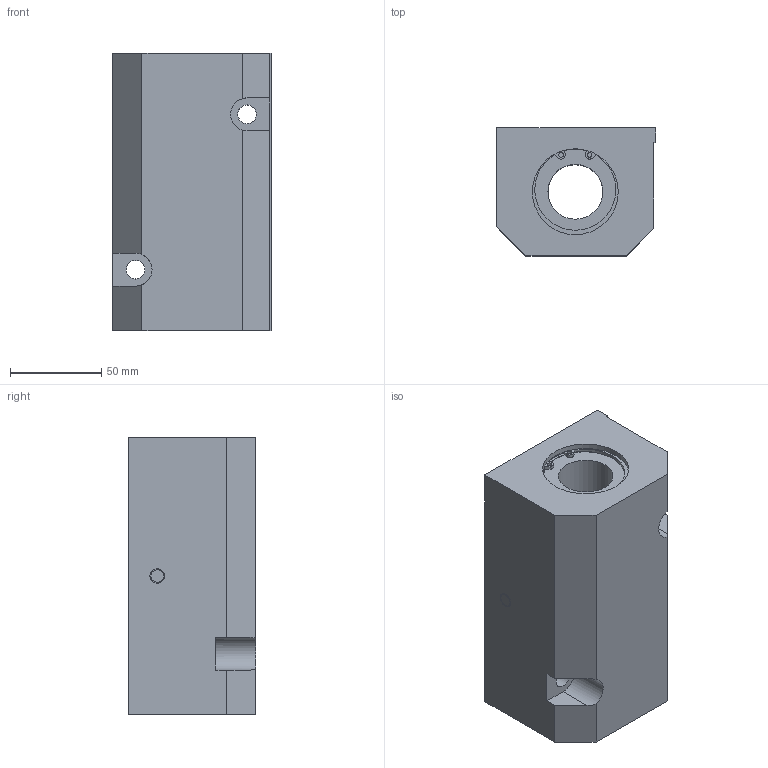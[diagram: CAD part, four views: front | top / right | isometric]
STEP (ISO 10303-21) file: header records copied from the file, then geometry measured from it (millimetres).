
FILE_DESCRIPTION(/* description */ ('Tandem Gehäuseeinheit geschlossen'),/* implementation_level */ '2;1');
FILE_NAME(/* name */ '121645-0.step',/* time_stamp */ '2021-08-11T10:42:51+02:00',/* author */ ('MuellerJ'),/* organization */ (''),/* preprocessor_version */ 'ST-DEVELOPER v18.1',/* originating_system */ 'Autodesk Inventor 2021',/* authorisation */ '');
FILE_SCHEMA (('AUTOMOTIVE_DESIGN { 1 0 10303 214 3 1 1 }'));
Length unit declared in the file: millimetre
Products named in the file (4): leer; leer_1; leer_2; leer_3
Assembly tree (5 placements, depth 2):
  leer
    leer_1
    leer_2  x2
    leer_3  x2
Bounding box: 87.25 x 70 x 152 mm (x, y, z)
Volume: 736250.7 mm3; surface area: 122174.8 mm2
Topology: 5 solids, 5 shells, 98 faces, 208 edges, 139 vertices
Faces by surface type: plane 53, cylinder 40, torus 5
Full cylindrical faces by diameter (mm): 2.5 x4, 4.3 x1, 6.917 x1, 8 x1, 10.106 x2, 10.3 x2, 30 x2, 44.5 x4, 45 x1, 47 x10, 49.5 x2
Entity records: 2215 total; most frequent: DIRECTION 382, CARTESIAN_POINT 382, ORIENTED_EDGE 308, EDGE_CURVE 154, AXIS2_PLACEMENT_3D 149, VERTEX_POINT 103, EDGE_LOOP 99, LINE 84
